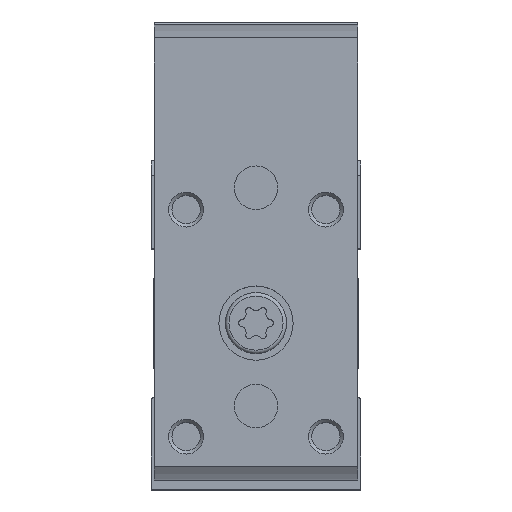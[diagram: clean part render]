
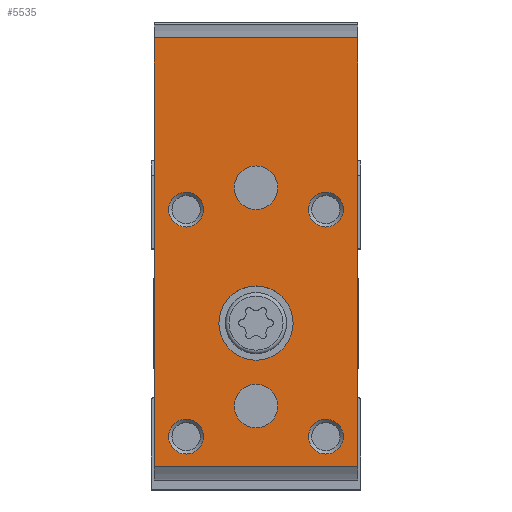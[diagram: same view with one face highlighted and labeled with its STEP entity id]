
A CAD part, top view. The second image highlights one B-rep face of the part: STEP entity #5535.
In plain terms, the highlighted planar face has unit normal (0, 0, 1).
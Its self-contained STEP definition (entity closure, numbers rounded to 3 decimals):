
#200=PLANE('',#7216);
#436=CIRCLE('',#7217,4.25);
#437=CIRCLE('',#7218,2.5);
#438=CIRCLE('',#7219,2.5);
#439=CIRCLE('',#7220,2.);
#440=CIRCLE('',#7221,2.);
#441=CIRCLE('',#7222,2.);
#442=CIRCLE('',#7223,2.);
#1494=ORIENTED_EDGE('',*,*,#2544,.T.);
#1495=ORIENTED_EDGE('',*,*,#2545,.T.);
#1496=ORIENTED_EDGE('',*,*,#2546,.T.);
#1497=ORIENTED_EDGE('',*,*,#2547,.F.);
#1498=ORIENTED_EDGE('',*,*,#2548,.F.);
#1499=ORIENTED_EDGE('',*,*,#2549,.F.);
#1500=ORIENTED_EDGE('',*,*,#2550,.F.);
#1501=ORIENTED_EDGE('',*,*,#2551,.T.);
#1502=ORIENTED_EDGE('',*,*,#2552,.F.);
#1503=ORIENTED_EDGE('',*,*,#2553,.F.);
#1504=ORIENTED_EDGE('',*,*,#2554,.T.);
#2544=EDGE_CURVE('',#3168,#3168,#436,.T.);
#2545=EDGE_CURVE('',#3169,#3169,#437,.T.);
#2546=EDGE_CURVE('',#3170,#3170,#438,.T.);
#2547=EDGE_CURVE('',#3171,#3171,#439,.T.);
#2548=EDGE_CURVE('',#3172,#3172,#440,.T.);
#2549=EDGE_CURVE('',#3173,#3173,#441,.T.);
#2550=EDGE_CURVE('',#3174,#3174,#442,.T.);
#2551=EDGE_CURVE('',#3175,#3176,#3638,.T.);
#2552=EDGE_CURVE('',#3177,#3176,#3639,.T.);
#2553=EDGE_CURVE('',#3178,#3177,#3640,.T.);
#2554=EDGE_CURVE('',#3178,#3175,#3641,.T.);
#3168=VERTEX_POINT('',#10384);
#3169=VERTEX_POINT('',#10386);
#3170=VERTEX_POINT('',#10388);
#3171=VERTEX_POINT('',#10390);
#3172=VERTEX_POINT('',#10392);
#3173=VERTEX_POINT('',#10394);
#3174=VERTEX_POINT('',#10396);
#3175=VERTEX_POINT('',#10398);
#3176=VERTEX_POINT('',#10399);
#3177=VERTEX_POINT('',#10401);
#3178=VERTEX_POINT('',#10403);
#3638=LINE('',#10397,#4033);
#3639=LINE('',#10400,#4034);
#3640=LINE('',#10402,#4035);
#3641=LINE('',#10404,#4036);
#4033=VECTOR('',#8614,1000.);
#4034=VECTOR('',#8615,1000.);
#4035=VECTOR('',#8616,1000.);
#4036=VECTOR('',#8617,1000.);
#4434=EDGE_LOOP('',(#1494));
#4435=EDGE_LOOP('',(#1495));
#4436=EDGE_LOOP('',(#1496));
#4437=EDGE_LOOP('',(#1497));
#4438=EDGE_LOOP('',(#1498));
#4439=EDGE_LOOP('',(#1499));
#4440=EDGE_LOOP('',(#1500));
#4441=EDGE_LOOP('',(#1501,#1502,#1503,#1504));
#4966=FACE_BOUND('',#4434,.T.);
#4967=FACE_BOUND('',#4435,.T.);
#4968=FACE_BOUND('',#4436,.T.);
#4969=FACE_BOUND('',#4437,.T.);
#4970=FACE_BOUND('',#4438,.T.);
#4971=FACE_BOUND('',#4439,.T.);
#4972=FACE_BOUND('',#4440,.T.);
#4973=FACE_BOUND('',#4441,.T.);
#5535=ADVANCED_FACE('',(#4966,#4967,#4968,#4969,#4970,#4971,#4972,#4973),
#200,.F.);
#7216=AXIS2_PLACEMENT_3D('',#10382,#8598,#8599);
#7217=AXIS2_PLACEMENT_3D('',#10383,#8600,#8601);
#7218=AXIS2_PLACEMENT_3D('',#10385,#8602,#8603);
#7219=AXIS2_PLACEMENT_3D('',#10387,#8604,#8605);
#7220=AXIS2_PLACEMENT_3D('',#10389,#8606,#8607);
#7221=AXIS2_PLACEMENT_3D('',#10391,#8608,#8609);
#7222=AXIS2_PLACEMENT_3D('',#10393,#8610,#8611);
#7223=AXIS2_PLACEMENT_3D('',#10395,#8612,#8613);
#8598=DIRECTION('',(0.,0.,-1.));
#8599=DIRECTION('',(-1.,0.,0.));
#8600=DIRECTION('',(0.,0.,-1.));
#8601=DIRECTION('',(-1.,0.,0.));
#8602=DIRECTION('',(0.,0.,-1.));
#8603=DIRECTION('',(-1.,0.,0.));
#8604=DIRECTION('',(0.,0.,-1.));
#8605=DIRECTION('',(-1.,0.,0.));
#8606=DIRECTION('',(0.,0.,1.));
#8607=DIRECTION('',(1.,0.,0.));
#8608=DIRECTION('',(0.,0.,1.));
#8609=DIRECTION('',(1.,0.,0.));
#8610=DIRECTION('',(0.,0.,1.));
#8611=DIRECTION('',(1.,0.,0.));
#8612=DIRECTION('',(0.,0.,1.));
#8613=DIRECTION('',(1.,0.,0.));
#8614=DIRECTION('',(0.,-1.,0.));
#8615=DIRECTION('',(-1.,0.,0.));
#8616=DIRECTION('',(0.,-1.,0.));
#8617=DIRECTION('',(-1.,0.,0.));
#10382=CARTESIAN_POINT('',(11.65,52.5,0.));
#10383=CARTESIAN_POINT('',(0.,18.,0.));
#10384=CARTESIAN_POINT('',(-4.25,18.,0.));
#10385=CARTESIAN_POINT('',(0.,8.5,0.));
#10386=CARTESIAN_POINT('',(-2.5,8.5,0.));
#10387=CARTESIAN_POINT('',(0.,33.5,0.));
#10388=CARTESIAN_POINT('',(-2.5,33.5,0.));
#10389=CARTESIAN_POINT('',(-8.,31.,0.));
#10390=CARTESIAN_POINT('',(-6.,31.,0.));
#10391=CARTESIAN_POINT('',(8.,31.,0.));
#10392=CARTESIAN_POINT('',(10.,31.,0.));
#10393=CARTESIAN_POINT('',(-8.,5.,0.));
#10394=CARTESIAN_POINT('',(-6.,5.,0.));
#10395=CARTESIAN_POINT('',(8.,5.,0.));
#10396=CARTESIAN_POINT('',(10.,5.,0.));
#10397=CARTESIAN_POINT('',(-11.65,52.5,0.));
#10398=CARTESIAN_POINT('',(-11.65,50.656,0.));
#10399=CARTESIAN_POINT('',(-11.65,1.544,0.));
#10400=CARTESIAN_POINT('',(11.65,1.544,0.));
#10401=CARTESIAN_POINT('',(11.65,1.544,0.));
#10402=CARTESIAN_POINT('',(11.65,52.5,0.));
#10403=CARTESIAN_POINT('',(11.65,50.656,0.));
#10404=CARTESIAN_POINT('',(11.65,50.656,0.));
